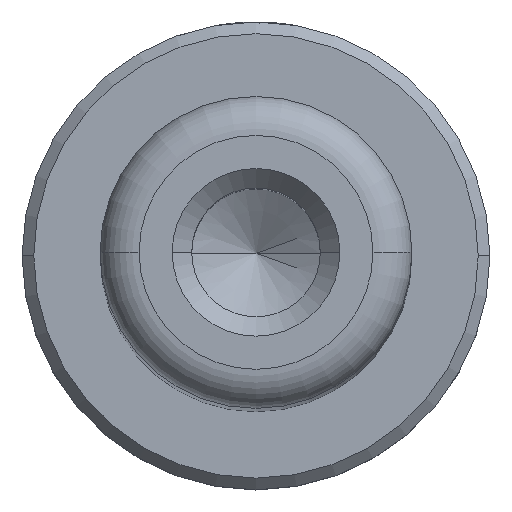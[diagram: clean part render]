
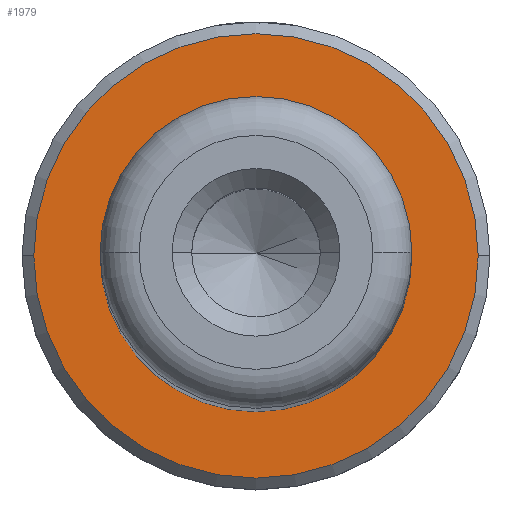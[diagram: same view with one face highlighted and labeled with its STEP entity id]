
A CAD part, top view. The second image highlights one B-rep face of the part: STEP entity #1979.
In plain terms, the highlighted planar face has unit normal (0, 0, 1).
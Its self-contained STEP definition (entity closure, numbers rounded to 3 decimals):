
#12 = AXIS2_PLACEMENT_3D ( 'NONE', #280, #274, #267 ) ;
#21 = CARTESIAN_POINT ( 'NONE',  ( -5.7, 0., 11. ) ) ;
#40 = EDGE_CURVE ( 'NONE', #860, #804, #824, .T. ) ;
#48 = CARTESIAN_POINT ( 'NONE',  ( 0., 0., 11. ) ) ;
#92 = VERTEX_POINT ( 'NONE', #1423 ) ;
#113 = EDGE_CURVE ( 'NONE', #1585, #92, #333, .T. ) ;
#189 = ORIENTED_EDGE ( 'NONE', *, *, #113, .T. ) ;
#212 = DIRECTION ( 'NONE',  ( -1., 0., 0. ) ) ;
#267 = DIRECTION ( 'NONE',  ( 1., 0., 0. ) ) ;
#274 = DIRECTION ( 'NONE',  ( 0., 0., 1. ) ) ;
#280 = CARTESIAN_POINT ( 'NONE',  ( 0., 0., 11. ) ) ;
#324 = DIRECTION ( 'NONE',  ( -1., 0., 0. ) ) ;
#333 = CIRCLE ( 'NONE', #1049, 3.6 ) ;
#362 = DIRECTION ( 'NONE',  ( 1., 0., 0. ) ) ;
#373 = DIRECTION ( 'NONE',  ( 0., 0., -1. ) ) ;
#377 = AXIS2_PLACEMENT_3D ( 'NONE', #1656, #1631, #1479 ) ;
#390 = CARTESIAN_POINT ( 'NONE',  ( 0., 0., 11. ) ) ;
#566 = CIRCLE ( 'NONE', #12, 5.7 ) ;
#620 = CARTESIAN_POINT ( 'NONE',  ( 5.7, 0., 11. ) ) ;
#698 = ORIENTED_EDGE ( 'NONE', *, *, #40, .T. ) ;
#804 = VERTEX_POINT ( 'NONE', #620 ) ;
#807 = EDGE_CURVE ( 'NONE', #804, #860, #566, .T. ) ;
#824 = CIRCLE ( 'NONE', #377, 5.7 ) ;
#860 = VERTEX_POINT ( 'NONE', #21 ) ;
#896 = EDGE_LOOP ( 'NONE', ( #698, #1025 ) ) ;
#1025 = ORIENTED_EDGE ( 'NONE', *, *, #807, .T. ) ;
#1049 = AXIS2_PLACEMENT_3D ( 'NONE', #390, #373, #324 ) ;
#1095 = AXIS2_PLACEMENT_3D ( 'NONE', #48, #1177, #212 ) ;
#1115 = CIRCLE ( 'NONE', #1095, 3.6 ) ;
#1177 = DIRECTION ( 'NONE',  ( 0., 0., -1. ) ) ;
#1344 = DIRECTION ( 'NONE',  ( 0., 0., 1. ) ) ;
#1412 = AXIS2_PLACEMENT_3D ( 'NONE', #1808, #1344, #362 ) ;
#1423 = CARTESIAN_POINT ( 'NONE',  ( -3.6, 0., 11. ) ) ;
#1479 = DIRECTION ( 'NONE',  ( 1., 0., 0. ) ) ;
#1526 = FACE_OUTER_BOUND ( 'NONE', #896, .T. ) ;
#1585 = VERTEX_POINT ( 'NONE', #1972 ) ;
#1631 = DIRECTION ( 'NONE',  ( 0., 0., 1. ) ) ;
#1656 = CARTESIAN_POINT ( 'NONE',  ( 0., 0., 11. ) ) ;
#1669 = ORIENTED_EDGE ( 'NONE', *, *, #1969, .T. ) ;
#1808 = CARTESIAN_POINT ( 'NONE',  ( 0., 0., 11. ) ) ;
#1840 = EDGE_LOOP ( 'NONE', ( #1669, #189 ) ) ;
#1846 = FACE_BOUND ( 'NONE', #1840, .T. ) ;
#1947 = PLANE ( 'NONE',  #1412 ) ;
#1969 = EDGE_CURVE ( 'NONE', #92, #1585, #1115, .T. ) ;
#1972 = CARTESIAN_POINT ( 'NONE',  ( 3.6, 0., 11. ) ) ;
#1979 = ADVANCED_FACE ( 'NONE', ( #1526, #1846 ), #1947, .T. ) ;
